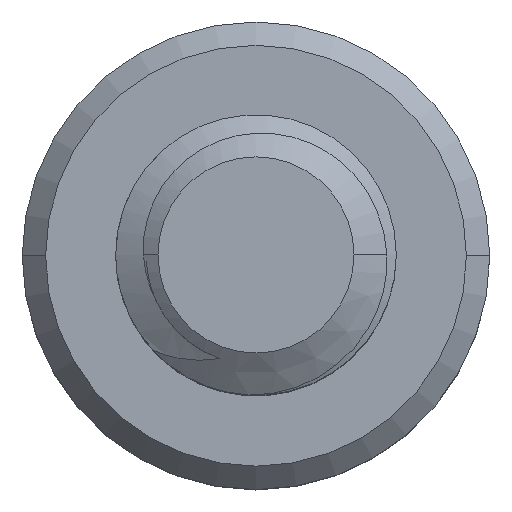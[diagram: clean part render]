
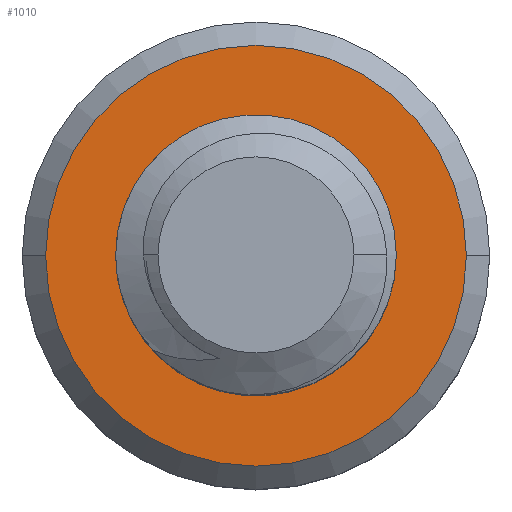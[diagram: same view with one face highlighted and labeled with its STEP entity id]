
A CAD part, top view. The second image highlights one B-rep face of the part: STEP entity #1010.
In plain terms, the highlighted planar face has unit normal (0, 0, 1).
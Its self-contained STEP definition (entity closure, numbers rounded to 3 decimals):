
#39 = CARTESIAN_POINT ( 'NONE',  ( 1.647, -1.677, -10. ) ) ;
#50 = CARTESIAN_POINT ( 'NONE',  ( -2.302, -1.302, -10. ) ) ;
#64 = CARTESIAN_POINT ( 'NONE',  ( -2.102, 2.141, -10. ) ) ;
#98 = FACE_BOUND ( 'NONE', #1151, .T. ) ;
#151 = DIRECTION ( 'NONE',  ( -1., 0., 0. ) ) ;
#209 = CARTESIAN_POINT ( 'NONE',  ( 1.675, 2.277, -10. ) ) ;
#223 = CARTESIAN_POINT ( 'NONE',  ( 2.464, -0.497, -10. ) ) ;
#262 = ORIENTED_EDGE ( 'NONE', *, *, #1246, .T. ) ;
#282 = EDGE_LOOP ( 'NONE', ( #2381, #262 ) ) ;
#290 = ORIENTED_EDGE ( 'NONE', *, *, #1489, .F. ) ;
#314 = CARTESIAN_POINT ( 'NONE',  ( -2.505, -0.962, -10. ) ) ;
#459 = CARTESIAN_POINT ( 'NONE',  ( 1.95, 1.991, -10. ) ) ;
#473 = CARTESIAN_POINT ( 'NONE',  ( 2.314, -0.863, -10. ) ) ;
#487 = CIRCLE ( 'NONE', #1898, 2.35 ) ;
#499 = VERTEX_POINT ( 'NONE', #1408 ) ;
#566 = CARTESIAN_POINT ( 'NONE',  ( -2.659, -0.593, -10. ) ) ;
#642 = VERTEX_POINT ( 'NONE', #39 ) ;
#650 = DIRECTION ( 'NONE',  ( 0., 0., -1. ) ) ;
#716 = DIRECTION ( 'NONE',  ( -1., 0., 0. ) ) ;
#720 = CARTESIAN_POINT ( 'NONE',  ( 2.322, 1.44, -10. ) ) ;
#730 = EDGE_CURVE ( 'NONE', #499, #2549, #1779, .T. ) ;
#734 = CARTESIAN_POINT ( 'NONE',  ( 2.035, -1.317, -10. ) ) ;
#751 = VERTEX_POINT ( 'NONE', #1106 ) ;
#780 = AXIS2_PLACEMENT_3D ( 'NONE', #1366, #3157, #1625 ) ;
#816 = CARTESIAN_POINT ( 'NONE',  ( -1.051, -2.251, -10. ) ) ;
#834 = CARTESIAN_POINT ( 'NONE',  ( -2.757, -0.209, -10. ) ) ;
#846 = DIRECTION ( 'NONE',  ( 0., 0., 1. ) ) ;
#892 = VERTEX_POINT ( 'NONE', #2675 ) ;
#927 = AXIS2_PLACEMENT_3D ( 'NONE', #3223, #1694, #151 ) ;
#932 = EDGE_CURVE ( 'NONE', #642, #751, #487, .T. ) ;
#961 = CARTESIAN_POINT ( 'NONE',  ( 0.266, 2.978, -10. ) ) ;
#975 = CARTESIAN_POINT ( 'NONE',  ( 2.5, 0.945, -10. ) ) ;
#991 = CARTESIAN_POINT ( 'NONE',  ( 1.647, -1.677, -10. ) ) ;
#1007 = AXIS2_PLACEMENT_3D ( 'NONE', #1992, #2243, #716 ) ;
#1010 = ADVANCED_FACE ( 'NONE', ( #1139, #98 ), #1726, .F. ) ;
#1054 = CIRCLE ( 'NONE', #2339, 3. ) ;
#1059 = CARTESIAN_POINT ( 'NONE',  ( 0., 3., -10. ) ) ;
#1081 = CARTESIAN_POINT ( 'NONE',  ( -1.642, -1.95, -10. ) ) ;
#1092 = CARTESIAN_POINT ( 'NONE',  ( -2.806, 0.454, -10. ) ) ;
#1106 = CARTESIAN_POINT ( 'NONE',  ( 0., -2.35, -10. ) ) ;
#1139 = FACE_OUTER_BOUND ( 'NONE', #282, .T. ) ;
#1151 = EDGE_LOOP ( 'NONE', ( #290, #1870, #3217, #2774 ) ) ;
#1237 = CARTESIAN_POINT ( 'NONE',  ( 2.572, 0.552, -10. ) ) ;
#1246 = EDGE_CURVE ( 'NONE', #2549, #499, #2993, .T. ) ;
#1335 = CARTESIAN_POINT ( 'NONE',  ( -1.954, -1.703, -10. ) ) ;
#1348 = CARTESIAN_POINT ( 'NONE',  ( -2.644, 1.234, -10. ) ) ;
#1366 = CARTESIAN_POINT ( 'NONE',  ( 0., 0., -10. ) ) ;
#1408 = CARTESIAN_POINT ( 'NONE',  ( -4.5, 0., -10. ) ) ;
#1488 = EDGE_CURVE ( 'NONE', #751, #892, #3230, .T. ) ;
#1489 = EDGE_CURVE ( 'NONE', #3096, #892, #1054, .T. ) ;
#1492 = CARTESIAN_POINT ( 'NONE',  ( 1.023, 2.73, -10. ) ) ;
#1504 = CARTESIAN_POINT ( 'NONE',  ( 2.583, 0.156, -10. ) ) ;
#1599 = CARTESIAN_POINT ( 'NONE',  ( -2.222, -1.411, -10. ) ) ;
#1610 = CARTESIAN_POINT ( 'NONE',  ( -2.274, 1.937, -10. ) ) ;
#1625 = DIRECTION ( 'NONE',  ( -1., 0., 0. ) ) ;
#1694 = DIRECTION ( 'NONE',  ( 0., 0., 1. ) ) ;
#1726 = PLANE ( 'NONE',  #1007 ) ;
#1746 = CARTESIAN_POINT ( 'NONE',  ( 1.574, 2.365, -10. ) ) ;
#1761 = CARTESIAN_POINT ( 'NONE',  ( 2.532, -0.24, -10. ) ) ;
#1779 = CIRCLE ( 'NONE', #780, 4.5 ) ;
#1837 = CARTESIAN_POINT ( 'NONE',  ( -0.266, -2.379, -10. ) ) ;
#1839 = EDGE_CURVE ( 'NONE', #3096, #642, #2115, .T. ) ;
#1848 = CARTESIAN_POINT ( 'NONE',  ( -2.443, -1.078, -10. ) ) ;
#1870 = ORIENTED_EDGE ( 'NONE', *, *, #1839, .T. ) ;
#1898 = AXIS2_PLACEMENT_3D ( 'NONE', #2186, #650, #2430 ) ;
#1992 = CARTESIAN_POINT ( 'NONE',  ( 0., 0., -10. ) ) ;
#1998 = CARTESIAN_POINT ( 'NONE',  ( 1.863, 2.09, -10. ) ) ;
#2009 = CARTESIAN_POINT ( 'NONE',  ( 2.42, -0.621, -10. ) ) ;
#2029 = CARTESIAN_POINT ( 'NONE',  ( 4.5, 0., -10. ) ) ;
#2095 = CARTESIAN_POINT ( 'NONE',  ( 0., -2.35, -10. ) ) ;
#2106 = CARTESIAN_POINT ( 'NONE',  ( -2.613, -0.719, -10. ) ) ;
#2115 = B_SPLINE_CURVE_WITH_KNOTS ( 'NONE', 3,
 ( #2735, #961, #2994, #1492, #3280, #1746, #209, #1998, #459, #2250, #720, #2494, #975, #2748, #1237, #3017, #1504, #3293, #1761, #223, #2009, #473, #2265, #734, #2505, #991 ),
 .UNSPECIFIED., .F., .F.,
 ( 4, 2, 2, 2, 2, 2, 2, 2, 2, 2, 2, 2, 4 ),
 ( 0., 0.001, 0.002, 0.002, 0.002, 0.003, 0.004, 0.004, 0.004, 0.005, 0.005, 0.006, 0.006 ),
 .UNSPECIFIED. ) ;
#2186 = CARTESIAN_POINT ( 'NONE',  ( 0., 0., -10. ) ) ;
#2243 = DIRECTION ( 'NONE',  ( 0., 0., -1. ) ) ;
#2250 = CARTESIAN_POINT ( 'NONE',  ( 2.189, 1.676, -10. ) ) ;
#2265 = CARTESIAN_POINT ( 'NONE',  ( 2.251, -0.981, -10. ) ) ;
#2339 = AXIS2_PLACEMENT_3D ( 'NONE', #2367, #846, #2624 ) ;
#2346 = CARTESIAN_POINT ( 'NONE',  ( -0.53, -2.364, -10. ) ) ;
#2358 = CARTESIAN_POINT ( 'NONE',  ( -2.73, -0.338, -10. ) ) ;
#2367 = CARTESIAN_POINT ( 'NONE',  ( 0., 0., -10. ) ) ;
#2381 = ORIENTED_EDGE ( 'NONE', *, *, #730, .T. ) ;
#2430 = DIRECTION ( 'NONE',  ( 1., 0., 0. ) ) ;
#2494 = CARTESIAN_POINT ( 'NONE',  ( 2.463, 1.071, -10. ) ) ;
#2505 = CARTESIAN_POINT ( 'NONE',  ( 1.859, -1.513, -10. ) ) ;
#2549 = VERTEX_POINT ( 'NONE', #2029 ) ;
#2596 = CARTESIAN_POINT ( 'NONE',  ( -1.298, -2.154, -10. ) ) ;
#2607 = CARTESIAN_POINT ( 'NONE',  ( -2.809, 0.184, -10. ) ) ;
#2624 = DIRECTION ( 'NONE',  ( 1., 0., 0. ) ) ;
#2675 = CARTESIAN_POINT ( 'NONE',  ( -2.102, 2.141, -10. ) ) ;
#2735 = CARTESIAN_POINT ( 'NONE',  ( 0., 3., -10. ) ) ;
#2748 = CARTESIAN_POINT ( 'NONE',  ( 2.555, 0.685, -10. ) ) ;
#2774 = ORIENTED_EDGE ( 'NONE', *, *, #1488, .T. ) ;
#2854 = CARTESIAN_POINT ( 'NONE',  ( -1.751, -1.873, -10. ) ) ;
#2865 = CARTESIAN_POINT ( 'NONE',  ( -2.724, 0.975, -10. ) ) ;
#2993 = CIRCLE ( 'NONE', #927, 4.5 ) ;
#2994 = CARTESIAN_POINT ( 'NONE',  ( 0.524, 2.919, -10. ) ) ;
#3017 = CARTESIAN_POINT ( 'NONE',  ( 2.586, 0.287, -10. ) ) ;
#3096 = VERTEX_POINT ( 'NONE', #1059 ) ;
#3130 = CARTESIAN_POINT ( 'NONE',  ( -2.048, -1.611, -10. ) ) ;
#3140 = CARTESIAN_POINT ( 'NONE',  ( -2.419, 1.711, -10. ) ) ;
#3157 = DIRECTION ( 'NONE',  ( 0., 0., 1. ) ) ;
#3217 = ORIENTED_EDGE ( 'NONE', *, *, #932, .T. ) ;
#3223 = CARTESIAN_POINT ( 'NONE',  ( 0., 0., -10. ) ) ;
#3230 = B_SPLINE_CURVE_WITH_KNOTS ( 'NONE', 3,
 ( #2095, #1837, #2346, #816, #2596, #1081, #2854, #1335, #3130, #1599, #50, #1848, #314, #2106, #566, #2358, #834, #2607, #1092, #2865, #1348, #3140, #1610, #64 ),
 .UNSPECIFIED., .F., .F.,
 ( 4, 2, 2, 2, 2, 2, 2, 2, 2, 2, 2, 4 ),
 ( 0., 0.001, 0.002, 0.002, 0.002, 0.003, 0.003, 0.004, 0.004, 0.005, 0.006, 0.006 ),
 .UNSPECIFIED. ) ;
#3280 = CARTESIAN_POINT ( 'NONE',  ( 1.255, 2.602, -10. ) ) ;
#3293 = CARTESIAN_POINT ( 'NONE',  ( 2.556, -0.107, -10. ) ) ;
